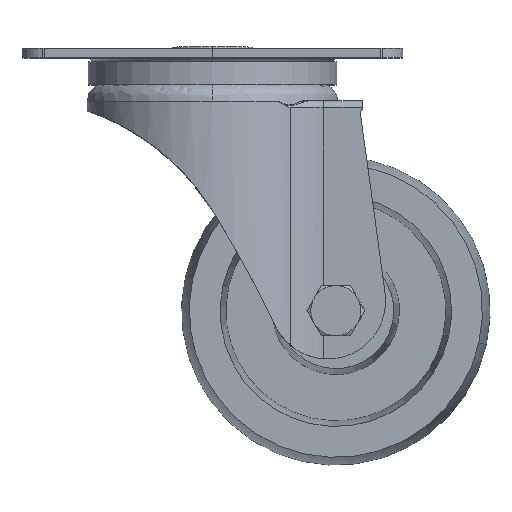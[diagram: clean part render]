
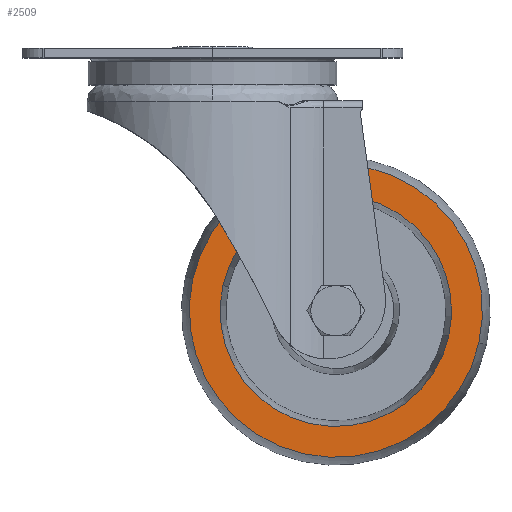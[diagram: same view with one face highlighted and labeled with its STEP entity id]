
A CAD part, top view. The second image highlights one B-rep face of the part: STEP entity #2509.
In plain terms, the highlighted planar face has unit normal (0, 0, 1).
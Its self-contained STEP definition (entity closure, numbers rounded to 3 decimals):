
#61 = ORIENTED_EDGE ( 'NONE', *, *, #3287, .F. ) ;
#453 = VERTEX_POINT ( 'NONE', #2688 ) ;
#806 = EDGE_LOOP ( 'NONE', ( #61, #6123 ) ) ;
#838 = VERTEX_POINT ( 'NONE', #11500 ) ;
#1233 = CARTESIAN_POINT ( 'NONE',  ( 31.995, -68., 16.482 ) ) ;
#1268 = CIRCLE ( 'NONE', #9914, 38. ) ;
#2022 = FACE_BOUND ( 'NONE', #8109, .T. ) ;
#2095 = AXIS2_PLACEMENT_3D ( 'NONE', #1233, #11155, #2690 ) ;
#2264 = CARTESIAN_POINT ( 'NONE',  ( 2.72, -61.443, 16.482 ) ) ;
#2509 = ADVANCED_FACE ( 'NONE', ( #2022, #16645 ), #12967, .T. ) ;
#2688 = CARTESIAN_POINT ( 'NONE',  ( 69.076, -76.306, 16.482 ) ) ;
#2690 = DIRECTION ( 'NONE',  ( -0.976, 0.219, 0. ) ) ;
#2783 = AXIS2_PLACEMENT_3D ( 'NONE', #7388, #17308, #8823 ) ;
#3239 = DIRECTION ( 'NONE',  ( 0., 0., -1. ) ) ;
#3287 = EDGE_CURVE ( 'NONE', #838, #453, #1268, .T. ) ;
#3616 = CIRCLE ( 'NONE', #2095, 30. ) ;
#3754 = DIRECTION ( 'NONE',  ( 0., 0., -1. ) ) ;
#4591 = ORIENTED_EDGE ( 'NONE', *, *, #9639, .T. ) ;
#5534 = CARTESIAN_POINT ( 'NONE',  ( 31.995, -68., 16.482 ) ) ;
#6123 = ORIENTED_EDGE ( 'NONE', *, *, #11270, .F. ) ;
#6951 = DIRECTION ( 'NONE',  ( -0.976, 0.219, 0. ) ) ;
#7203 = CIRCLE ( 'NONE', #16900, 38. ) ;
#7388 = CARTESIAN_POINT ( 'NONE',  ( 40.301, -30.919, 16.482 ) ) ;
#8109 = EDGE_LOOP ( 'NONE', ( #8426, #4591 ) ) ;
#8221 = VERTEX_POINT ( 'NONE', #12232 ) ;
#8426 = ORIENTED_EDGE ( 'NONE', *, *, #11987, .T. ) ;
#8823 = DIRECTION ( 'NONE',  ( 0.976, -0.219, 0. ) ) ;
#9639 = EDGE_CURVE ( 'NONE', #11428, #8221, #18366, .T. ) ;
#9914 = AXIS2_PLACEMENT_3D ( 'NONE', #12235, #3754, #13656 ) ;
#10570 = AXIS2_PLACEMENT_3D ( 'NONE', #5534, #15466, #6951 ) ;
#11155 = DIRECTION ( 'NONE',  ( 0., 0., -1. ) ) ;
#11270 = EDGE_CURVE ( 'NONE', #453, #838, #7203, .T. ) ;
#11428 = VERTEX_POINT ( 'NONE', #2264 ) ;
#11500 = CARTESIAN_POINT ( 'NONE',  ( -5.086, -59.694, 16.482 ) ) ;
#11723 = CARTESIAN_POINT ( 'NONE',  ( 31.995, -68., 16.482 ) ) ;
#11987 = EDGE_CURVE ( 'NONE', #8221, #11428, #3616, .T. ) ;
#12232 = CARTESIAN_POINT ( 'NONE',  ( 61.269, -74.557, 16.482 ) ) ;
#12235 = CARTESIAN_POINT ( 'NONE',  ( 31.995, -68., 16.482 ) ) ;
#12967 = PLANE ( 'NONE',  #2783 ) ;
#13150 = DIRECTION ( 'NONE',  ( -0.976, 0.219, 0. ) ) ;
#13656 = DIRECTION ( 'NONE',  ( -0.976, 0.219, 0. ) ) ;
#15466 = DIRECTION ( 'NONE',  ( 0., 0., -1. ) ) ;
#16645 = FACE_OUTER_BOUND ( 'NONE', #806, .T. ) ;
#16900 = AXIS2_PLACEMENT_3D ( 'NONE', #11723, #3239, #13150 ) ;
#17308 = DIRECTION ( 'NONE',  ( 0., 0., 1. ) ) ;
#18366 = CIRCLE ( 'NONE', #10570, 30. ) ;
